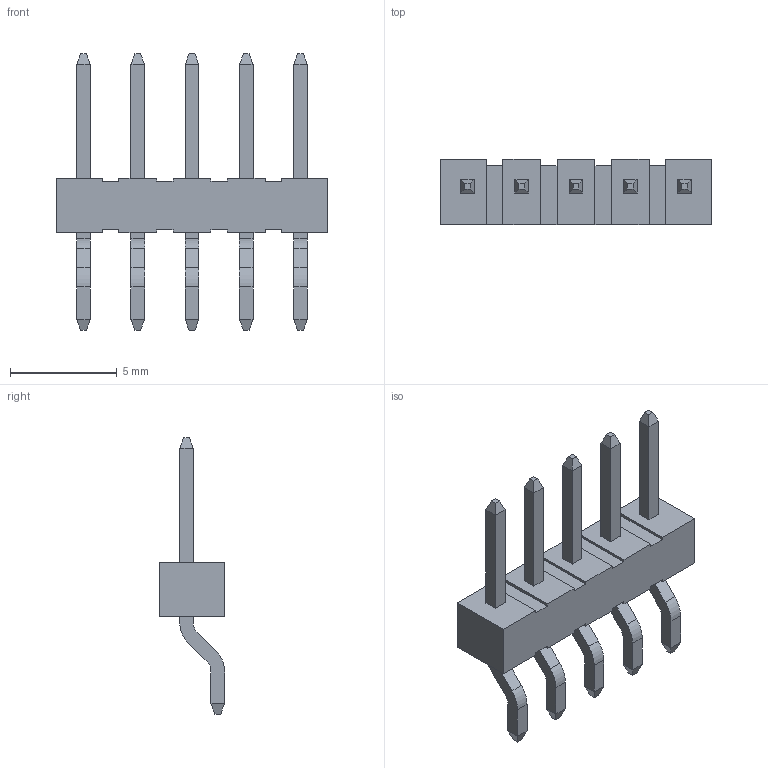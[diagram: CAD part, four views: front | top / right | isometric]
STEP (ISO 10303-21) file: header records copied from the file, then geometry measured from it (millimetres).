
FILE_DESCRIPTION( ( 'STEP AP214' ), ' ' );
FILE_NAME( 'TSM-105-01-L-SH.stp', '2017-11-18T21:06:24', ( '' ), ( '' ), ' ', 'PARTsolutions', ' ' );
FILE_SCHEMA( ( 'AUTOMOTIVE_DESIGN { 1 0 10303 214 1 1 1 1 }' ) );
Length unit declared in the file: inch
Products named in the file (3): TSM-105-01-L-SH; _TSM-105-01-SH_body; _T-1S6-08(-01-5-SH)
Assembly tree (2 placements, depth 2):
  TSM-105-01-L-SH
    _TSM-105-01-SH_body
    _T-1S6-08(-01-5-SH)
Bounding box: 12.7 x 3.05 x 12.95 mm (x, y, z)
Volume: 116.4 mm3; surface area: 374.5 mm2
Topology: 2 solids, 2 shells, 176 faces, 476 edges, 304 vertices
Faces by surface type: plane 156, cylinder 20
Entity records: 6882 total; most frequent: CARTESIAN_POINT 959, ORIENTED_EDGE 952, DIRECTION 874, EDGE_CURVE 476, LINE 436, VECTOR 436, VERTEX_POINT 304, AXIS2_PLACEMENT_3D 219
